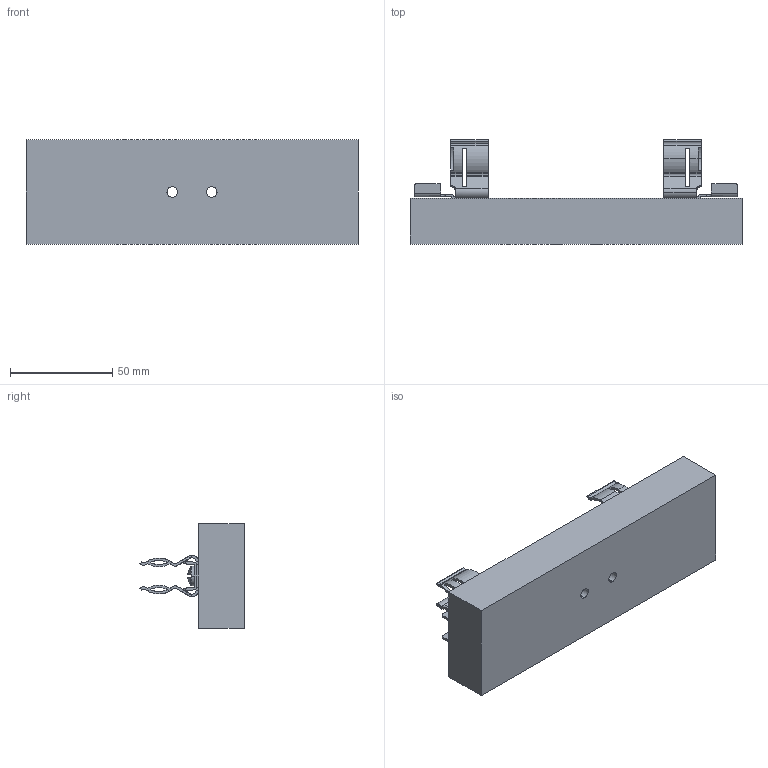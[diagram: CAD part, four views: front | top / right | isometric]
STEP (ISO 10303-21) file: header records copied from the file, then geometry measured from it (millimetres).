
FILE_DESCRIPTION (( 'STEP AP214' ), '1' );
FILE_NAME ('16590revE.STEP', '2014-07-03T17:25:37', ( '' ), ( '' ), 'SwSTEP 2.0', 'SolidWorks 2013', '' );
FILE_SCHEMA (( 'AUTOMOTIVE_DESIGN' ));
Length unit declared in the file: inch
Products named in the file (1): 16590revE
Bounding box: 162.05 x 51.03 x 50.8 mm (x, y, z)
Surface area: 33970.2 mm2 (no closed solid volume)
Topology: 0 solids, 7 shells, 339 faces, 1085 edges, 725 vertices
Faces by surface type: plane 173, cylinder 132, bspline 28, cone 6
Entity records: 13386 total; most frequent: CARTESIAN_POINT 4045, ORIENTED_EDGE 1981, DIRECTION 1872, EDGE_CURVE 1085, VERTEX_POINT 725, AXIS2_PLACEMENT_3D 648, VECTOR 576, LINE 576
